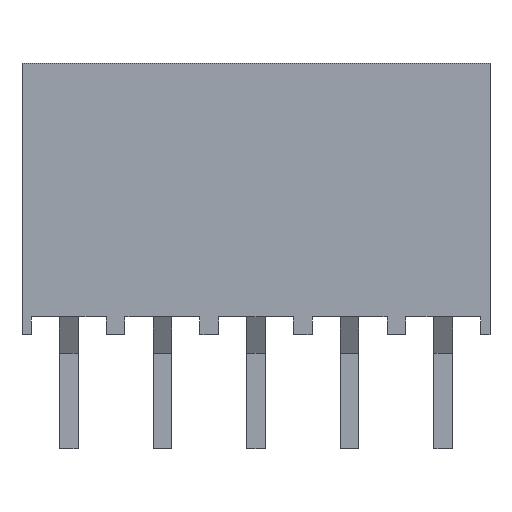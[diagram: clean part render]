
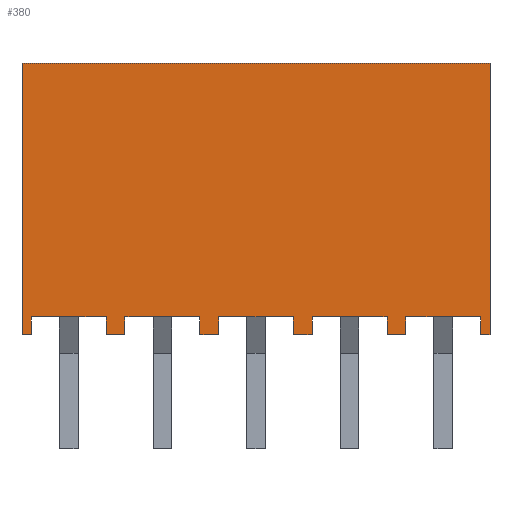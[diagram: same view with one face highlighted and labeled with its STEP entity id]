
A CAD part, front view. The second image highlights one B-rep face of the part: STEP entity #380.
In plain terms, the highlighted planar face has unit normal (0, -1, 0).
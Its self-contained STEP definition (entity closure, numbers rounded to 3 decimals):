
#380=ADVANCED_FACE('',(#849),#850,.F.);
#849=FACE_OUTER_BOUND('',#1404,.T.);
#850=PLANE('',#1405);
#1404=EDGE_LOOP('',(#2573,#2574,#2575,#2576,#2577,#2578,#2579,#2580,#2581,#2582,#2583,#2584,#2585,#2586,#2587,#2588,#2589,#2590,#2591,#2592,#2593,#2594,#2595,#2596));
#1405=AXIS2_PLACEMENT_3D('',#2597,#2598,#2599);
#2573=ORIENTED_EDGE('',*,*,#3730,.T.);
#2574=ORIENTED_EDGE('',*,*,#3715,.T.);
#2575=ORIENTED_EDGE('',*,*,#3726,.T.);
#2576=ORIENTED_EDGE('',*,*,#3743,.F.);
#2577=ORIENTED_EDGE('',*,*,#3744,.F.);
#2578=ORIENTED_EDGE('',*,*,#3745,.F.);
#2579=ORIENTED_EDGE('',*,*,#3746,.T.);
#2580=ORIENTED_EDGE('',*,*,#3747,.F.);
#2581=ORIENTED_EDGE('',*,*,#3748,.T.);
#2582=ORIENTED_EDGE('',*,*,#3683,.T.);
#2583=ORIENTED_EDGE('',*,*,#3749,.T.);
#2584=ORIENTED_EDGE('',*,*,#3750,.F.);
#2585=ORIENTED_EDGE('',*,*,#3751,.T.);
#2586=ORIENTED_EDGE('',*,*,#3647,.T.);
#2587=ORIENTED_EDGE('',*,*,#3752,.T.);
#2588=ORIENTED_EDGE('',*,*,#3753,.F.);
#2589=ORIENTED_EDGE('',*,*,#3754,.T.);
#2590=ORIENTED_EDGE('',*,*,#3698,.T.);
#2591=ORIENTED_EDGE('',*,*,#3755,.T.);
#2592=ORIENTED_EDGE('',*,*,#3756,.F.);
#2593=ORIENTED_EDGE('',*,*,#3757,.T.);
#2594=ORIENTED_EDGE('',*,*,#3664,.T.);
#2595=ORIENTED_EDGE('',*,*,#3758,.T.);
#2596=ORIENTED_EDGE('',*,*,#3759,.F.);
#2597=CARTESIAN_POINT('',(6.35,0.0,3.683));
#2598=DIRECTION('',(0.0,1.0,0.0));
#2599=DIRECTION('',(0.0,0.0,1.0));
#3647=EDGE_CURVE('',#4469,#4470,#4471,.T.);
#3664=EDGE_CURVE('',#4498,#4499,#4500,.T.);
#3683=EDGE_CURVE('',#4532,#4530,#4533,.T.);
#3698=EDGE_CURVE('',#4556,#4557,#4558,.T.);
#3715=EDGE_CURVE('',#4585,#4586,#4587,.T.);
#3726=EDGE_CURVE('',#4586,#4604,#4605,.T.);
#3730=EDGE_CURVE('',#4610,#4585,#4611,.T.);
#3743=EDGE_CURVE('',#4628,#4604,#4629,.T.);
#3744=EDGE_CURVE('',#4630,#4628,#4631,.T.);
#3745=EDGE_CURVE('',#4632,#4630,#4633,.T.);
#3746=EDGE_CURVE('',#4632,#4634,#4635,.T.);
#3747=EDGE_CURVE('',#4636,#4634,#4637,.T.);
#3748=EDGE_CURVE('',#4636,#4532,#4638,.T.);
#3749=EDGE_CURVE('',#4530,#4639,#4640,.T.);
#3750=EDGE_CURVE('',#4641,#4639,#4642,.T.);
#3751=EDGE_CURVE('',#4641,#4469,#4643,.T.);
#3752=EDGE_CURVE('',#4470,#4644,#4645,.T.);
#3753=EDGE_CURVE('',#4646,#4644,#4647,.T.);
#3754=EDGE_CURVE('',#4646,#4556,#4648,.T.);
#3755=EDGE_CURVE('',#4557,#4649,#4650,.T.);
#3756=EDGE_CURVE('',#4651,#4649,#4652,.T.);
#3757=EDGE_CURVE('',#4651,#4498,#4653,.T.);
#3758=EDGE_CURVE('',#4499,#4654,#4655,.T.);
#3759=EDGE_CURVE('',#4610,#4654,#4656,.T.);
#4469=VERTEX_POINT('',#5665);
#4470=VERTEX_POINT('',#5666);
#4471=LINE('',#5667,#5668);
#4498=VERTEX_POINT('',#5709);
#4499=VERTEX_POINT('',#5710);
#4500=LINE('',#5711,#5712);
#4530=VERTEX_POINT('',#5757);
#4532=VERTEX_POINT('',#5760);
#4533=LINE('',#5761,#5762);
#4556=VERTEX_POINT('',#5797);
#4557=VERTEX_POINT('',#5798);
#4558=LINE('',#5799,#5800);
#4585=VERTEX_POINT('',#5841);
#4586=VERTEX_POINT('',#5842);
#4587=LINE('',#5843,#5844);
#4604=VERTEX_POINT('',#5870);
#4605=LINE('',#5871,#5872);
#4610=VERTEX_POINT('',#5879);
#4611=LINE('',#5880,#5881);
#4628=VERTEX_POINT('',#5906);
#4629=LINE('',#5907,#5908);
#4630=VERTEX_POINT('',#5909);
#4631=LINE('',#5910,#5911);
#4632=VERTEX_POINT('',#5912);
#4633=LINE('',#5913,#5914);
#4634=VERTEX_POINT('',#5915);
#4635=LINE('',#5916,#5917);
#4636=VERTEX_POINT('',#5918);
#4637=LINE('',#5919,#5920);
#4638=LINE('',#5921,#5922);
#4639=VERTEX_POINT('',#5923);
#4640=LINE('',#5924,#5925);
#4641=VERTEX_POINT('',#5926);
#4642=LINE('',#5927,#5928);
#4643=LINE('',#5929,#5930);
#4644=VERTEX_POINT('',#5931);
#4645=LINE('',#5932,#5933);
#4646=VERTEX_POINT('',#5934);
#4647=LINE('',#5935,#5936);
#4648=LINE('',#5937,#5938);
#4649=VERTEX_POINT('',#5939);
#4650=LINE('',#5940,#5941);
#4651=VERTEX_POINT('',#5942);
#4652=LINE('',#5943,#5944);
#4653=LINE('',#5945,#5946);
#4654=VERTEX_POINT('',#5947);
#4655=LINE('',#5948,#5949);
#4656=LINE('',#5950,#5951);
#5665=CARTESIAN_POINT('',(2.794,0.0,0.483));
#5666=CARTESIAN_POINT('',(4.826,0.0,0.483));
#5667=CARTESIAN_POINT('',(5.08,0.0,0.483));
#5668=VECTOR('',#6642,1.0);
#5709=CARTESIAN_POINT('',(7.874,0.0,0.483));
#5710=CARTESIAN_POINT('',(9.906,0.0,0.483));
#5711=CARTESIAN_POINT('',(7.62,0.0,0.483));
#5712=VECTOR('',#6657,1.0);
#5757=CARTESIAN_POINT('',(2.286,0.0,0.483));
#5760=CARTESIAN_POINT('',(0.254,0.0,0.483));
#5761=CARTESIAN_POINT('',(3.81,0.0,0.483));
#5762=VECTOR('',#6674,1.0);
#5797=CARTESIAN_POINT('',(5.334,0.0,0.483));
#5798=CARTESIAN_POINT('',(7.366,0.0,0.483));
#5799=CARTESIAN_POINT('',(6.35,0.0,0.483));
#5800=VECTOR('',#6687,1.0);
#5841=CARTESIAN_POINT('',(10.414,0.0,0.483));
#5842=CARTESIAN_POINT('',(12.446,0.0,0.483));
#5843=CARTESIAN_POINT('',(8.89,0.0,0.483));
#5844=VECTOR('',#6702,1.0);
#5870=CARTESIAN_POINT('',(12.446,0.0,0.0));
#5871=CARTESIAN_POINT('',(12.446,0.0,1.712));
#5872=VECTOR('',#6712,1.0);
#5879=CARTESIAN_POINT('',(10.414,0.0,0.0));
#5880=CARTESIAN_POINT('',(10.414,0.0,1.712));
#5881=VECTOR('',#6715,1.0);
#5906=CARTESIAN_POINT('',(12.7,0.0,0.0));
#5907=CARTESIAN_POINT('',(6.35,0.0,0.0));
#5908=VECTOR('',#6724,1.0);
#5909=CARTESIAN_POINT('',(12.7,0.0,7.366));
#5910=CARTESIAN_POINT('',(12.7,0.0,3.683));
#5911=VECTOR('',#6725,1.0);
#5912=CARTESIAN_POINT('',(0.0,0.0,7.366));
#5913=CARTESIAN_POINT('',(6.35,0.0,7.366));
#5914=VECTOR('',#6726,1.0);
#5915=CARTESIAN_POINT('',(0.0,0.0,0.0));
#5916=CARTESIAN_POINT('',(0.0,0.0,3.683));
#5917=VECTOR('',#6727,1.0);
#5918=CARTESIAN_POINT('',(0.254,0.0,0.0));
#5919=CARTESIAN_POINT('',(6.35,0.0,0.0));
#5920=VECTOR('',#6728,1.0);
#5921=CARTESIAN_POINT('',(0.254,0.0,1.712));
#5922=VECTOR('',#6729,1.0);
#5923=CARTESIAN_POINT('',(2.286,0.0,0.0));
#5924=CARTESIAN_POINT('',(2.286,0.0,1.712));
#5925=VECTOR('',#6730,1.0);
#5926=CARTESIAN_POINT('',(2.794,0.0,0.0));
#5927=CARTESIAN_POINT('',(6.35,0.0,0.0));
#5928=VECTOR('',#6731,1.0);
#5929=CARTESIAN_POINT('',(2.794,0.0,1.712));
#5930=VECTOR('',#6732,1.0);
#5931=CARTESIAN_POINT('',(4.826,0.0,0.0));
#5932=CARTESIAN_POINT('',(4.826,0.0,1.712));
#5933=VECTOR('',#6733,1.0);
#5934=CARTESIAN_POINT('',(5.334,0.0,0.0));
#5935=CARTESIAN_POINT('',(6.35,0.0,0.0));
#5936=VECTOR('',#6734,1.0);
#5937=CARTESIAN_POINT('',(5.334,0.0,1.712));
#5938=VECTOR('',#6735,1.0);
#5939=CARTESIAN_POINT('',(7.366,0.0,0.0));
#5940=CARTESIAN_POINT('',(7.366,0.0,1.712));
#5941=VECTOR('',#6736,1.0);
#5942=CARTESIAN_POINT('',(7.874,0.0,0.0));
#5943=CARTESIAN_POINT('',(6.35,0.0,0.0));
#5944=VECTOR('',#6737,1.0);
#5945=CARTESIAN_POINT('',(7.874,0.0,1.712));
#5946=VECTOR('',#6738,1.0);
#5947=CARTESIAN_POINT('',(9.906,0.0,0.0));
#5948=CARTESIAN_POINT('',(9.906,0.0,1.712));
#5949=VECTOR('',#6739,1.0);
#5950=CARTESIAN_POINT('',(6.35,0.0,0.0));
#5951=VECTOR('',#6740,1.0);
#6642=DIRECTION('',(1.0,0.0,0.0));
#6657=DIRECTION('',(1.0,0.0,0.0));
#6674=DIRECTION('',(1.0,0.0,0.0));
#6687=DIRECTION('',(1.0,0.0,0.0));
#6702=DIRECTION('',(1.0,0.0,0.0));
#6712=DIRECTION('',(0.0,0.0,-1.0));
#6715=DIRECTION('',(0.0,0.0,1.0));
#6724=DIRECTION('',(-1.0,0.0,0.0));
#6725=DIRECTION('',(0.0,0.0,-1.0));
#6726=DIRECTION('',(1.0,0.0,0.0));
#6727=DIRECTION('',(0.0,0.0,-1.0));
#6728=DIRECTION('',(-1.0,0.0,0.0));
#6729=DIRECTION('',(0.0,0.0,1.0));
#6730=DIRECTION('',(0.0,0.0,-1.0));
#6731=DIRECTION('',(-1.0,0.0,0.0));
#6732=DIRECTION('',(0.0,0.0,1.0));
#6733=DIRECTION('',(0.0,0.0,-1.0));
#6734=DIRECTION('',(-1.0,0.0,0.0));
#6735=DIRECTION('',(0.0,0.0,1.0));
#6736=DIRECTION('',(0.0,0.0,-1.0));
#6737=DIRECTION('',(-1.0,0.0,0.0));
#6738=DIRECTION('',(0.0,0.0,1.0));
#6739=DIRECTION('',(0.0,0.0,-1.0));
#6740=DIRECTION('',(-1.0,0.0,0.0));
